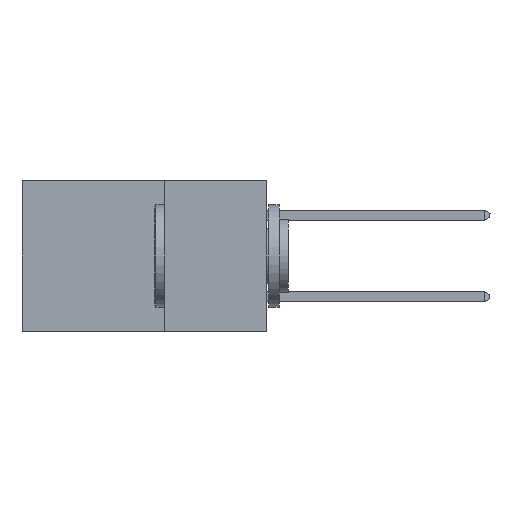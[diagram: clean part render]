
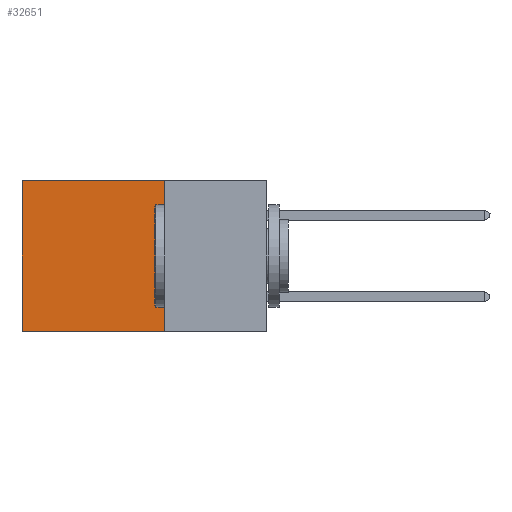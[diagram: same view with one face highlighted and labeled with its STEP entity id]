
A CAD part, left-side view. The second image highlights one B-rep face of the part: STEP entity #32651.
In plain terms, the highlighted planar face has unit normal (-1, 0, 0).
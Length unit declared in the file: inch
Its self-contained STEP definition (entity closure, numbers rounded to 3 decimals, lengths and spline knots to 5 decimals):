
#2078 = ORIENTED_EDGE ( 'NONE', *, *, #12898, .T. ) ;
#3807 = CARTESIAN_POINT ( 'NONE',  ( 0.2875, 0.6, 0. ) ) ;
#4100 = DIRECTION ( 'NONE',  ( 0., 0., -1. ) ) ;
#4540 = CARTESIAN_POINT ( 'NONE',  ( 0.2875, 0.25, -0.37 ) ) ;
#4839 = DIRECTION ( 'NONE',  ( 0., 1., 0. ) ) ;
#5077 = CARTESIAN_POINT ( 'NONE',  ( 0.2875, 0.25, 0. ) ) ;
#5105 = CARTESIAN_POINT ( 'NONE',  ( 0.2875, 0.6, -0.37 ) ) ;
#5339 = EDGE_LOOP ( 'NONE', ( #2078, #15860, #36769, #21502 ) ) ;
#6829 = DIRECTION ( 'NONE',  ( 0., 0., -1. ) ) ;
#7777 = EDGE_CURVE ( 'NONE', #18966, #29724, #13519, .T. ) ;
#8699 = AXIS2_PLACEMENT_3D ( 'NONE', #20156, #13310, #6829 ) ;
#12303 = EDGE_CURVE ( 'NONE', #18966, #21192, #13990, .T. ) ;
#12898 = EDGE_CURVE ( 'NONE', #21192, #21393, #23828, .T. ) ;
#13310 = DIRECTION ( 'NONE',  ( 1., 0., 0. ) ) ;
#13519 = LINE ( 'NONE', #5077, #18193 ) ;
#13990 = LINE ( 'NONE', #38059, #19759 ) ;
#15839 = DIRECTION ( 'NONE',  ( 0., 1., 0. ) ) ;
#15860 = ORIENTED_EDGE ( 'NONE', *, *, #30793, .F. ) ;
#15982 = CARTESIAN_POINT ( 'NONE',  ( 0.2875, 0.6, 0. ) ) ;
#18193 = VECTOR ( 'NONE', #38601, 39.37008 ) ;
#18966 = VERTEX_POINT ( 'NONE', #19097 ) ;
#19097 = CARTESIAN_POINT ( 'NONE',  ( 0.2875, 0.25, 0. ) ) ;
#19759 = VECTOR ( 'NONE', #15839, 39.37008 ) ;
#20156 = CARTESIAN_POINT ( 'NONE',  ( 0.2875, 0.25, 0. ) ) ;
#21192 = VERTEX_POINT ( 'NONE', #15982 ) ;
#21393 = VERTEX_POINT ( 'NONE', #5105 ) ;
#21502 = ORIENTED_EDGE ( 'NONE', *, *, #12303, .T. ) ;
#23828 = LINE ( 'NONE', #3807, #31653 ) ;
#26074 = LINE ( 'NONE', #4540, #39176 ) ;
#29043 = FACE_OUTER_BOUND ( 'NONE', #5339, .T. ) ;
#29724 = VERTEX_POINT ( 'NONE', #37159 ) ;
#30793 = EDGE_CURVE ( 'NONE', #29724, #21393, #26074, .T. ) ;
#31653 = VECTOR ( 'NONE', #4100, 39.37008 ) ;
#32651 = ADVANCED_FACE ( 'NONE', ( #29043 ), #33299, .F. ) ;
#33299 = PLANE ( 'NONE',  #8699 ) ;
#36769 = ORIENTED_EDGE ( 'NONE', *, *, #7777, .F. ) ;
#37159 = CARTESIAN_POINT ( 'NONE',  ( 0.2875, 0.25, -0.37 ) ) ;
#38059 = CARTESIAN_POINT ( 'NONE',  ( 0.2875, 0.25, 0. ) ) ;
#38601 = DIRECTION ( 'NONE',  ( 0., 0., -1. ) ) ;
#39176 = VECTOR ( 'NONE', #4839, 39.37008 ) ;
